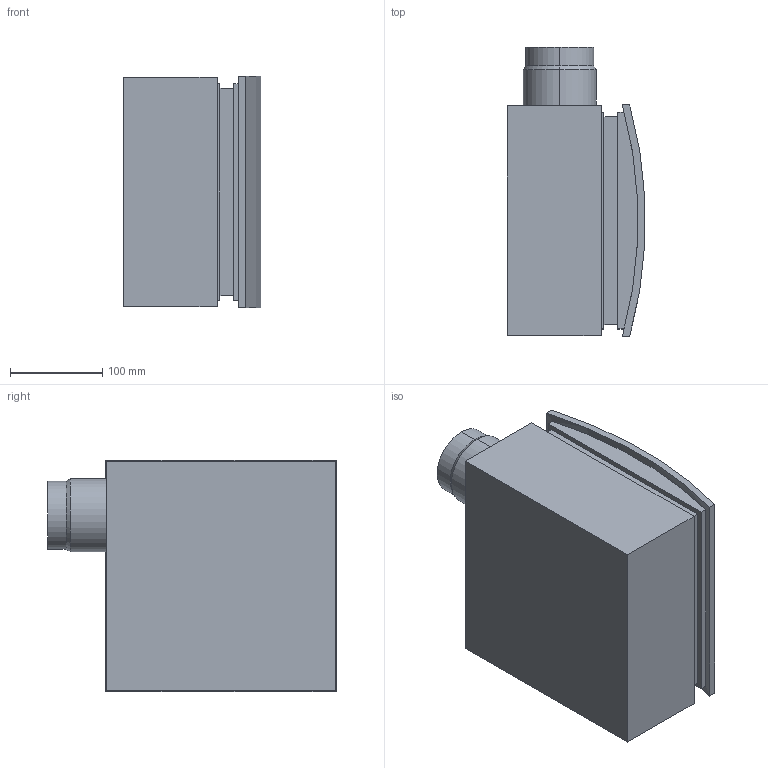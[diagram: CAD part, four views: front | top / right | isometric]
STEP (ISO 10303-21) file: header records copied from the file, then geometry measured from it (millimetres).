
FILE_DESCRIPTION (( 'STEP AP214' ), '1' );
FILE_NAME ('ER-UPB.step', '2009-07-15T17:33:23', ( 'Wolfgang Schmidt' ), ( 'WS-KO' ), 'SwSTEP 2.0', 'SolidWorks 2008', '' );
FILE_SCHEMA (( 'AUTOMOTIVE_DESIGN' ));
Length unit declared in the file: millimetre
Products named in the file (1): ER-UPB
Bounding box: 149.32 x 313.5 x 251 mm (x, y, z)
Volume: 2684235.1 mm3; surface area: 790898.5 mm2
Topology: 2 solids, 2 shells, 63 faces, 142 edges, 92 vertices
Faces by surface type: plane 46, cylinder 13, cone 4
Entity records: 1776 total; most frequent: CARTESIAN_POINT 298, DIRECTION 298, ORIENTED_EDGE 284, EDGE_CURVE 142, VECTOR 114, LINE 114, VERTEX_POINT 92, AXIS2_PLACEMENT_3D 92
